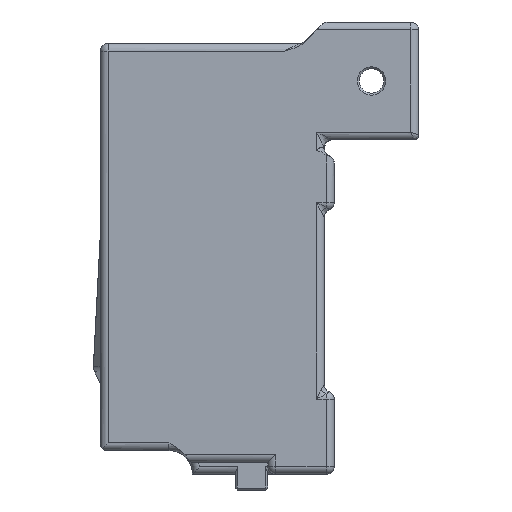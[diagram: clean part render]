
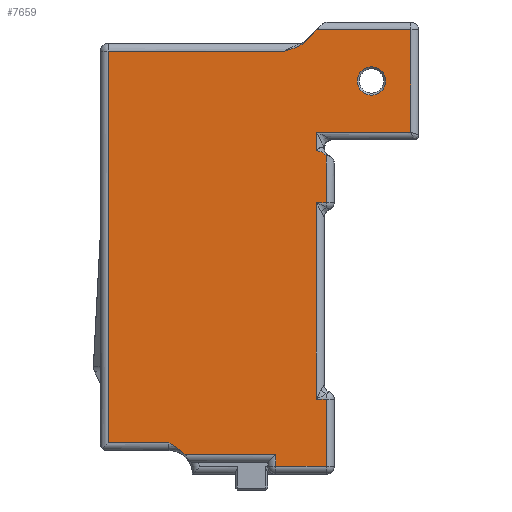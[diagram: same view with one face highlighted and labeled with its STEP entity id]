
A CAD part, left-side view. The second image highlights one B-rep face of the part: STEP entity #7659.
In plain terms, the highlighted planar face has unit normal (-1, 0, 0).
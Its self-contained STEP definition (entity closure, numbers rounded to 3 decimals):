
#168=B_SPLINE_CURVE_WITH_KNOTS('',3,(#10585,#10586,#10587,#10588,#10589,
#10590,#10591,#10592,#10593,#10594,#10595,#10596),.UNSPECIFIED.,.F.,.F.,
(4,2,2,2,2,4),(-0.301,-0.301,-0.231,
-0.153,-0.076,0.),
 .UNSPECIFIED.);
#169=B_SPLINE_CURVE_WITH_KNOTS('',3,(#10608,#10609,#10610,#10611,#10612,
#10613,#10614,#10615,#10616,#10617,#10618,#10619),.UNSPECIFIED.,.F.,.F.,
(4,2,2,2,2,4),(-0.449,-0.448,-0.417,
-0.227,-0.122,0.),.UNSPECIFIED.);
#170=B_SPLINE_CURVE_WITH_KNOTS('',3,(#10626,#10627,#10628,#10629,#10630,
#10631),.UNSPECIFIED.,.F.,.F.,(4,2,4),(-0.479,-0.281,
0.),.UNSPECIFIED.);
#536=FACE_BOUND('',#1315,.T.);
#635=PLANE('',#8159);
#838=FACE_OUTER_BOUND('',#1314,.T.);
#1314=EDGE_LOOP('',(#5301,#5302,#5303,#5304,#5305,#5306,#5307,#5308,#5309,
#5310,#5311,#5312,#5313,#5314,#5315,#5316,#5317,#5318,#5319));
#1315=EDGE_LOOP('',(#5320));
#1833=LINE('',#10555,#2520);
#1837=LINE('',#10571,#2524);
#1838=LINE('',#10573,#2525);
#1839=LINE('',#10575,#2526);
#1840=LINE('',#10577,#2527);
#1841=LINE('',#10579,#2528);
#1842=LINE('',#10581,#2529);
#1843=LINE('',#10583,#2530);
#1844=LINE('',#10598,#2531);
#1845=LINE('',#10600,#2532);
#1846=LINE('',#10602,#2533);
#1847=LINE('',#10604,#2534);
#1848=LINE('',#10606,#2535);
#1849=LINE('',#10621,#2536);
#1850=LINE('',#10623,#2537);
#1851=LINE('',#10625,#2538);
#2520=VECTOR('',#8739,10.);
#2524=VECTOR('',#8757,10.);
#2525=VECTOR('',#8758,10.);
#2526=VECTOR('',#8759,10.);
#2527=VECTOR('',#8760,10.);
#2528=VECTOR('',#8761,10.);
#2529=VECTOR('',#8762,10.);
#2530=VECTOR('',#8763,10.);
#2531=VECTOR('',#8764,10.);
#2532=VECTOR('',#8765,10.);
#2533=VECTOR('',#8766,10.);
#2534=VECTOR('',#8767,10.);
#2535=VECTOR('',#8768,10.);
#2536=VECTOR('',#8769,10.);
#2537=VECTOR('',#8770,10.);
#2538=VECTOR('',#8771,10.);
#3204=CIRCLE('',#8160,3.6);
#3381=VERTEX_POINT('',#10552);
#3382=VERTEX_POINT('',#10554);
#3387=VERTEX_POINT('',#10570);
#3388=VERTEX_POINT('',#10572);
#3389=VERTEX_POINT('',#10574);
#3390=VERTEX_POINT('',#10576);
#3391=VERTEX_POINT('',#10578);
#3392=VERTEX_POINT('',#10580);
#3393=VERTEX_POINT('',#10582);
#3394=VERTEX_POINT('',#10584);
#3395=VERTEX_POINT('',#10597);
#3396=VERTEX_POINT('',#10599);
#3397=VERTEX_POINT('',#10601);
#3398=VERTEX_POINT('',#10603);
#3399=VERTEX_POINT('',#10605);
#3400=VERTEX_POINT('',#10607);
#3401=VERTEX_POINT('',#10620);
#3402=VERTEX_POINT('',#10622);
#3403=VERTEX_POINT('',#10624);
#3404=VERTEX_POINT('',#10632);
#4108=EDGE_CURVE('',#3381,#3382,#1833,.T.);
#4116=EDGE_CURVE('',#3382,#3387,#1837,.T.);
#4117=EDGE_CURVE('',#3388,#3381,#1838,.T.);
#4118=EDGE_CURVE('',#3389,#3388,#1839,.T.);
#4119=EDGE_CURVE('',#3390,#3389,#1840,.T.);
#4120=EDGE_CURVE('',#3391,#3390,#1841,.T.);
#4121=EDGE_CURVE('',#3392,#3391,#1842,.T.);
#4122=EDGE_CURVE('',#3393,#3392,#1843,.F.);
#4123=EDGE_CURVE('',#3394,#3393,#168,.T.);
#4124=EDGE_CURVE('',#3395,#3394,#1844,.T.);
#4125=EDGE_CURVE('',#3396,#3395,#1845,.T.);
#4126=EDGE_CURVE('',#3397,#3396,#1846,.T.);
#4127=EDGE_CURVE('',#3398,#3397,#1847,.T.);
#4128=EDGE_CURVE('',#3399,#3398,#1848,.T.);
#4129=EDGE_CURVE('',#3400,#3399,#169,.T.);
#4130=EDGE_CURVE('',#3401,#3400,#1849,.T.);
#4131=EDGE_CURVE('',#3402,#3401,#1850,.T.);
#4132=EDGE_CURVE('',#3403,#3402,#1851,.T.);
#4133=EDGE_CURVE('',#3403,#3387,#170,.F.);
#4134=EDGE_CURVE('',#3404,#3404,#3204,.T.);
#5301=ORIENTED_EDGE('',*,*,#4116,.F.);
#5302=ORIENTED_EDGE('',*,*,#4108,.F.);
#5303=ORIENTED_EDGE('',*,*,#4117,.F.);
#5304=ORIENTED_EDGE('',*,*,#4118,.F.);
#5305=ORIENTED_EDGE('',*,*,#4119,.F.);
#5306=ORIENTED_EDGE('',*,*,#4120,.F.);
#5307=ORIENTED_EDGE('',*,*,#4121,.F.);
#5308=ORIENTED_EDGE('',*,*,#4122,.F.);
#5309=ORIENTED_EDGE('',*,*,#4123,.F.);
#5310=ORIENTED_EDGE('',*,*,#4124,.F.);
#5311=ORIENTED_EDGE('',*,*,#4125,.F.);
#5312=ORIENTED_EDGE('',*,*,#4126,.F.);
#5313=ORIENTED_EDGE('',*,*,#4127,.F.);
#5314=ORIENTED_EDGE('',*,*,#4128,.F.);
#5315=ORIENTED_EDGE('',*,*,#4129,.F.);
#5316=ORIENTED_EDGE('',*,*,#4130,.F.);
#5317=ORIENTED_EDGE('',*,*,#4131,.F.);
#5318=ORIENTED_EDGE('',*,*,#4132,.F.);
#5319=ORIENTED_EDGE('',*,*,#4133,.T.);
#5320=ORIENTED_EDGE('',*,*,#4134,.F.);
#7659=ADVANCED_FACE('',(#838,#536),#635,.F.);
#8159=AXIS2_PLACEMENT_3D('',#10569,#8755,#8756);
#8160=AXIS2_PLACEMENT_3D('',#10633,#8772,#8773);
#8739=DIRECTION('',(0.,0.,1.));
#8755=DIRECTION('center_axis',(1.,0.,0.));
#8756=DIRECTION('ref_axis',(0.,0.,-1.));
#8757=DIRECTION('',(0.,1.,0.));
#8758=DIRECTION('',(0.,1.,0.));
#8759=DIRECTION('',(0.,0.,-1.));
#8760=DIRECTION('',(0.,-1.,0.));
#8761=DIRECTION('',(0.,0.,-1.));
#8762=DIRECTION('',(0.,1.,0.));
#8763=DIRECTION('',(0.,0.,1.));
#8764=DIRECTION('',(0.,0.,-1.));
#8765=DIRECTION('',(0.,1.,0.));
#8766=DIRECTION('',(0.,0.,-1.));
#8767=DIRECTION('',(0.,-1.,0.));
#8768=DIRECTION('',(0.,-0.707,0.707));
#8769=DIRECTION('',(0.,-1.,0.));
#8770=DIRECTION('',(0.,0.,1.));
#8771=DIRECTION('',(0.,1.,0.));
#8772=DIRECTION('center_axis',(-1.,0.,0.));
#8773=DIRECTION('ref_axis',(0.,0.,-1.));
#10552=CARTESIAN_POINT('',(0.,12.4,-4.6));
#10554=CARTESIAN_POINT('',(0.,12.4,-1.6));
#10555=CARTESIAN_POINT('',(0.,12.4,20.55));
#10569=CARTESIAN_POINT('Origin',(0.,27.25,48.2));
#10570=CARTESIAN_POINT('',(0.,35.415,-1.6));
#10571=CARTESIAN_POINT('',(0.,42.125,-1.6));
#10572=CARTESIAN_POINT('',(0.,-0.5,-4.6));
#10573=CARTESIAN_POINT('',(0.,12.375,-4.6));
#10574=CARTESIAN_POINT('',(0.,-0.5,12.5));
#10575=CARTESIAN_POINT('',(0.,-0.5,31.35));
#10576=CARTESIAN_POINT('',(0.,2.,12.5));
#10577=CARTESIAN_POINT('',(0.,13.625,12.5));
#10578=CARTESIAN_POINT('',(0.,2.,62.5));
#10579=CARTESIAN_POINT('',(0.,2.,54.35));
#10580=CARTESIAN_POINT('',(0.,-0.5,62.5));
#10581=CARTESIAN_POINT('',(0.,12.375,62.5));
#10582=CARTESIAN_POINT('',(0.,-0.5,74.605));
#10583=CARTESIAN_POINT('',(0.,-0.5,61.35));
#10584=CARTESIAN_POINT('',(0.,2.,75.622));
#10585=CARTESIAN_POINT('Ctrl Pts',(0.,2.,
75.622));
#10586=CARTESIAN_POINT('Ctrl Pts',(0.,1.998,
75.623));
#10587=CARTESIAN_POINT('Ctrl Pts',(0.,1.995,
75.623));
#10588=CARTESIAN_POINT('Ctrl Pts',(0.,1.693,
75.651));
#10589=CARTESIAN_POINT('Ctrl Pts',(0.,1.459,
75.609));
#10590=CARTESIAN_POINT('Ctrl Pts',(0.,1.124,
75.519));
#10591=CARTESIAN_POINT('Ctrl Pts',(0.,0.956,
75.447));
#10592=CARTESIAN_POINT('Ctrl Pts',(0.,0.566,
75.225));
#10593=CARTESIAN_POINT('Ctrl Pts',(0.,0.385,
75.098));
#10594=CARTESIAN_POINT('Ctrl Pts',(0.,-0.048,
74.828));
#10595=CARTESIAN_POINT('Ctrl Pts',(0.,-0.267,
74.705));
#10596=CARTESIAN_POINT('Ctrl Pts',(0.,-0.5,
74.605));
#10597=CARTESIAN_POINT('',(0.,2.,80.4));
#10598=CARTESIAN_POINT('',(0.,2.,70.85));
#10599=CARTESIAN_POINT('',(0.,-22.,80.4));
#10600=CARTESIAN_POINT('',(0.,1.625,80.4));
#10601=CARTESIAN_POINT('',(0.,-22.,106.4));
#10602=CARTESIAN_POINT('',(0.,-22.,78.3));
#10603=CARTESIAN_POINT('',(0.,2.,106.4));
#10604=CARTESIAN_POINT('',(0.,13.625,106.4));
#10605=CARTESIAN_POINT('',(0.,5.35,103.05));
#10606=CARTESIAN_POINT('',(0.,23.213,85.188));
#10607=CARTESIAN_POINT('',(0.,10.228,101.));
#10608=CARTESIAN_POINT('Ctrl Pts',(0.,10.228,
101.));
#10609=CARTESIAN_POINT('Ctrl Pts',(0.,10.224,
101.001));
#10610=CARTESIAN_POINT('Ctrl Pts',(0.,10.221,
101.002));
#10611=CARTESIAN_POINT('Ctrl Pts',(0.,10.093,
101.036));
#10612=CARTESIAN_POINT('Ctrl Pts',(0.,9.967,
101.07));
#10613=CARTESIAN_POINT('Ctrl Pts',(0.,9.052,
101.316));
#10614=CARTESIAN_POINT('Ctrl Pts',(0.,8.191,
101.554));
#10615=CARTESIAN_POINT('Ctrl Pts',(0.,6.999,
102.002));
#10616=CARTESIAN_POINT('Ctrl Pts',(0.,6.645,
102.161));
#10617=CARTESIAN_POINT('Ctrl Pts',(0.,5.98,
102.526));
#10618=CARTESIAN_POINT('Ctrl Pts',(0.,5.639,
102.762));
#10619=CARTESIAN_POINT('Ctrl Pts',(0.,5.351,
103.049));
#10620=CARTESIAN_POINT('',(0.,55.,101.));
#10621=CARTESIAN_POINT('',(0.,42.125,101.));
#10622=CARTESIAN_POINT('',(0.,55.,1.4));
#10623=CARTESIAN_POINT('',(0.,55.,23.8));
#10624=CARTESIAN_POINT('',(0.,39.5,1.4));
#10625=CARTESIAN_POINT('',(0.,15.375,1.4));
#10626=CARTESIAN_POINT('Ctrl Pts',(0.,35.415,
-1.6));
#10627=CARTESIAN_POINT('Ctrl Pts',(0.,35.871,
-1.09));
#10628=CARTESIAN_POINT('Ctrl Pts',(0.,36.406,
-0.617));
#10629=CARTESIAN_POINT('Ctrl Pts',(0.,37.795,
0.417));
#10630=CARTESIAN_POINT('Ctrl Pts',(0.,38.689,0.932));
#10631=CARTESIAN_POINT('Ctrl Pts',(0.,39.5,1.4));
#10632=CARTESIAN_POINT('',(0.,-12.,97.));
#10633=CARTESIAN_POINT('Origin',(0.,-12.,93.4));
